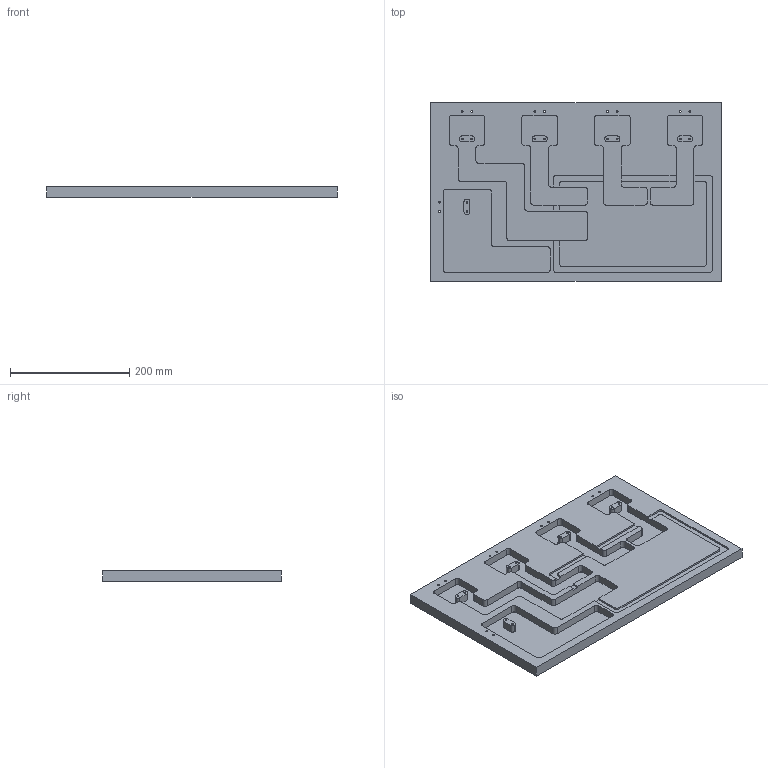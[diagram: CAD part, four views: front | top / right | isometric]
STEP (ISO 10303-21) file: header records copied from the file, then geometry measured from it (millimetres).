
FILE_DESCRIPTION (( 'STEP AP203' ), '1' );
FILE_NAME ('Wood_Base.STEP', '2018-06-05T14:31:11', ( '' ), ( '' ), 'SwSTEP 2.0', 'SolidWorks 2016', '' );
FILE_SCHEMA (( 'CONFIG_CONTROL_DESIGN' ));
Length unit declared in the file: millimetre
Products named in the file (1): Wood_Base
Bounding box: 488 x 300 x 18 mm (x, y, z)
Volume: 1927696.5 mm3; surface area: 371439.4 mm2
Topology: 1 solids, 1 shells, 225 faces, 648 edges, 432 vertices
Faces by surface type: cylinder 118, plane 107
Entity records: 7615 total; most frequent: DIRECTION 1336, CARTESIAN_POINT 1306, ORIENTED_EDGE 1296, EDGE_CURVE 648, AXIS2_PLACEMENT_3D 462, VERTEX_POINT 432, LINE 412, VECTOR 412
